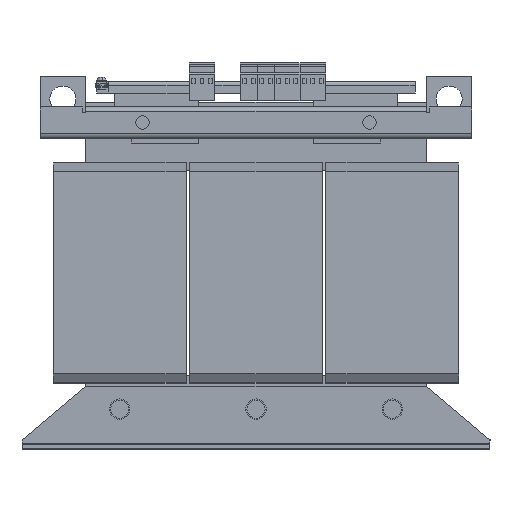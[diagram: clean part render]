
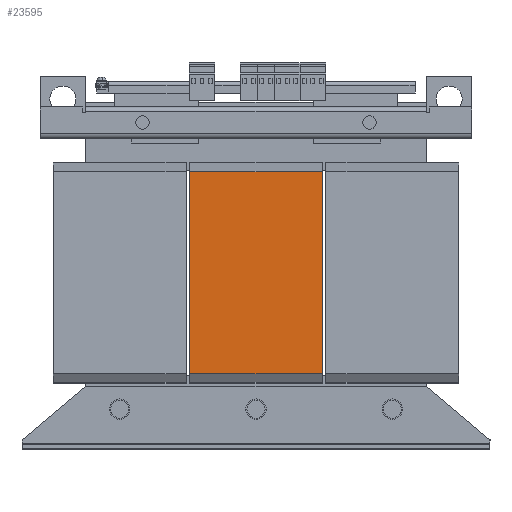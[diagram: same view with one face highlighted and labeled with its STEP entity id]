
A CAD part, top view. The second image highlights one B-rep face of the part: STEP entity #23595.
In plain terms, the highlighted planar face has unit normal (0, 0, 1).
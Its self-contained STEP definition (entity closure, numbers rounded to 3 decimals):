
#184 = DIRECTION ( 'NONE',  ( -1., 0., 0. ) ) ;
#1695 = DIRECTION ( 'NONE',  ( -1., 0., 0. ) ) ;
#1739 = CARTESIAN_POINT ( 'NONE',  ( -58.5, -89., 66. ) ) ;
#1768 = EDGE_CURVE ( 'Defeature ausgef�hrt1_48+Defeature ausgef�hrt1_47+Defeature ausgef�hrt1_56+Defeature ausgef�hrt1_57', #7874, #19893, #23429, .T. ) ;
#2010 = DIRECTION ( 'NONE',  ( -1., 0., 0. ) ) ;
#2102 = VECTOR ( 'NONE', #2010, 1000. ) ;
#3242 = EDGE_CURVE ( 'Defeature ausgef�hrt1_47+Defeature ausgef�hrt1_57+Defeature ausgef�hrt1_46+Defeature ausgef�hrt1_48', #12013, #19893, #9174, .T. ) ;
#3530 = CARTESIAN_POINT ( 'NONE',  ( 58.5, 89., 66. ) ) ;
#4168 = CARTESIAN_POINT ( 'NONE',  ( 58.5, 89., 66. ) ) ;
#6705 = FACE_OUTER_BOUND ( 'NONE', #9785, .T. ) ;
#7874 = VERTEX_POINT ( 'NONE', #9575 ) ;
#8293 = PLANE ( 'NONE',  #20485 ) ;
#8584 = EDGE_CURVE ( 'Defeature ausgef�hrt1_47+Defeature ausgef�hrt1_46+Defeature ausgef�hrt1_56+Defeature ausgef�hrt1_57', #16788, #12013, #25368, .T. ) ;
#9174 = LINE ( 'NONE', #15185, #11395 ) ;
#9350 = VECTOR ( 'NONE', #1695, 1000. ) ;
#9354 = CARTESIAN_POINT ( 'NONE',  ( -58.5, 89., 66. ) ) ;
#9575 = CARTESIAN_POINT ( 'NONE',  ( 58.5, -89., 66. ) ) ;
#9785 = EDGE_LOOP ( 'NONE', ( #23400, #23948, #17207, #24561 ) ) ;
#11395 = VECTOR ( 'NONE', #19230, 1000. ) ;
#12013 = VERTEX_POINT ( 'NONE', #9354 ) ;
#12471 = CARTESIAN_POINT ( 'NONE',  ( 58.5, 0., 66. ) ) ;
#13498 = CARTESIAN_POINT ( 'NONE',  ( 58.5, -89., 66. ) ) ;
#14131 = LINE ( 'NONE', #22103, #24091 ) ;
#14680 = DIRECTION ( 'NONE',  ( 0., 0., -1. ) ) ;
#15185 = CARTESIAN_POINT ( 'NONE',  ( -58.5, 0., 66. ) ) ;
#15825 = DIRECTION ( 'NONE',  ( 0., -1., 0. ) ) ;
#16453 = EDGE_CURVE ( 'Defeature ausgef�hrt1_56+Defeature ausgef�hrt1_47+Defeature ausgef�hrt1_46+Defeature ausgef�hrt1_48', #16788, #7874, #14131, .T. ) ;
#16788 = VERTEX_POINT ( 'NONE', #4168 ) ;
#17207 = ORIENTED_EDGE ( 'NONE', *, *, #16453, .F. ) ;
#19230 = DIRECTION ( 'NONE',  ( 0., -1., 0. ) ) ;
#19893 = VERTEX_POINT ( 'NONE', #1739 ) ;
#20485 = AXIS2_PLACEMENT_3D ( 'NONE', #12471, #14680, #184 ) ;
#22103 = CARTESIAN_POINT ( 'NONE',  ( 58.5, 0., 66. ) ) ;
#23400 = ORIENTED_EDGE ( 'NONE', *, *, #3242, .T. ) ;
#23429 = LINE ( 'NONE', #13498, #2102 ) ;
#23595 = ADVANCED_FACE ( 'Defeature ausgef�hrt1_47', ( #6705 ), #8293, .F. ) ;
#23948 = ORIENTED_EDGE ( 'NONE', *, *, #1768, .F. ) ;
#24091 = VECTOR ( 'NONE', #15825, 1000. ) ;
#24561 = ORIENTED_EDGE ( 'NONE', *, *, #8584, .T. ) ;
#25368 = LINE ( 'NONE', #3530, #9350 ) ;
